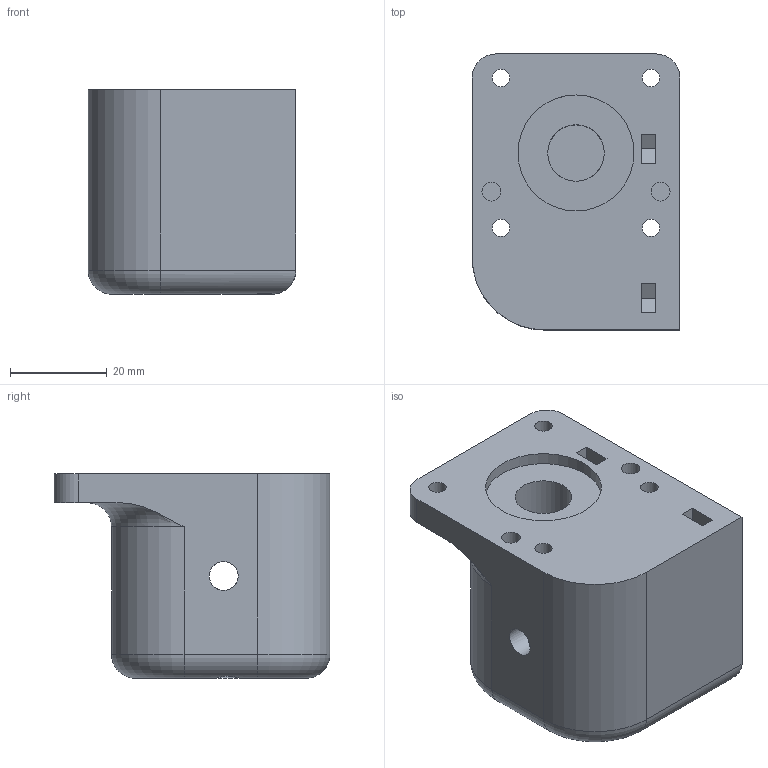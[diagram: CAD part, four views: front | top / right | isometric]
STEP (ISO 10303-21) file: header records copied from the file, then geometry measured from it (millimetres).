
FILE_DESCRIPTION(/* description */ (''),/* implementation_level */ '2;1');
FILE_NAME(/* name */ 'Alt_wormgear.step',/* time_stamp */ '2022-06-30T13:10:14-04:00',/* author */ (''),/* organization */ (''),/* preprocessor_version */ 'ST-DEVELOPER v19',/* originating_system */ 'Autodesk Translation Framework v11.7.0.108',/* authorisation */ '');
FILE_SCHEMA (('AUTOMOTIVE_DESIGN { 1 0 10303 214 3 1 1 }'));
Length unit declared in the file: millimetre
Products named in the file (1): Alt_wormgear
Bounding box: 43 x 57.1 x 42.3 mm (x, y, z)
Volume: 62273.7 mm3; surface area: 16765.2 mm2
Topology: 1 solids, 1 shells, 82 faces, 214 edges, 139 vertices
Faces by surface type: plane 44, cylinder 33, torus 4, bspline 1
Full cylindrical faces by diameter (mm): 3.6 x12, 3.9 x2, 6 x4, 11.7 x1, 16.5 x1, 23 x1, 24 x1
Entity records: 2875 total; most frequent: CARTESIAN_POINT 763, DIRECTION 427, ORIENTED_EDGE 426, EDGE_CURVE 213, AXIS2_PLACEMENT_3D 154, VERTEX_POINT 139, LINE 119, VECTOR 119
